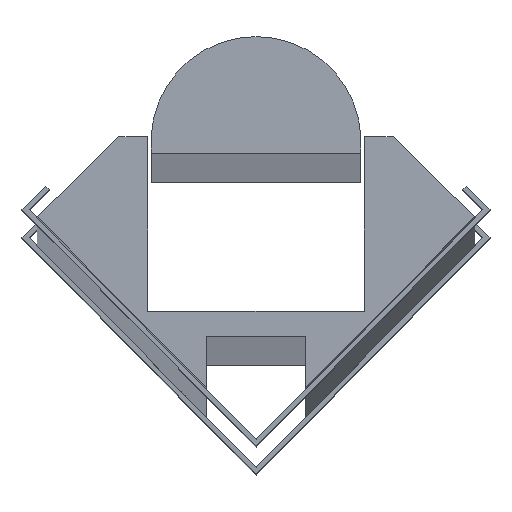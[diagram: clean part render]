
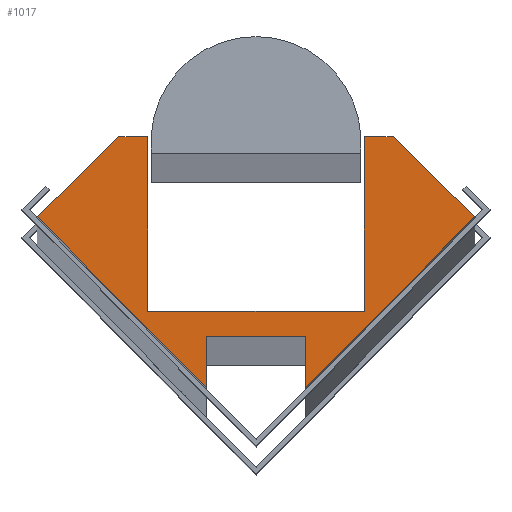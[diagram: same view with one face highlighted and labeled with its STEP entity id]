
A CAD part, top view. The second image highlights one B-rep face of the part: STEP entity #1017.
In plain terms, the highlighted planar face has unit normal (0, 0, 1).
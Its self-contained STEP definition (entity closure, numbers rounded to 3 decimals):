
#52=PLANE('',#1092);
#102=FACE_OUTER_BOUND('',#154,.T.);
#154=EDGE_LOOP('',(#858,#859,#860,#861,#862,#863,#864,#865,#866,#867,#868,
#869));
#228=LINE('',#1504,#362);
#232=LINE('',#1511,#366);
#235=LINE('',#1517,#369);
#238=LINE('',#1523,#372);
#241=LINE('',#1529,#375);
#243=LINE('',#1534,#377);
#246=LINE('',#1540,#380);
#249=LINE('',#1546,#383);
#252=LINE('',#1552,#386);
#255=LINE('',#1558,#389);
#258=LINE('',#1564,#392);
#261=LINE('',#1568,#395);
#362=VECTOR('',#1230,10.);
#366=VECTOR('',#1236,10.);
#369=VECTOR('',#1241,10.);
#372=VECTOR('',#1246,10.);
#375=VECTOR('',#1251,10.);
#377=VECTOR('',#1255,10.);
#380=VECTOR('',#1260,10.);
#383=VECTOR('',#1265,10.);
#386=VECTOR('',#1270,10.);
#389=VECTOR('',#1275,10.);
#392=VECTOR('',#1280,10.);
#395=VECTOR('',#1285,10.);
#492=VERTEX_POINT('',#1501);
#493=VERTEX_POINT('',#1503);
#495=VERTEX_POINT('',#1509);
#497=VERTEX_POINT('',#1515);
#499=VERTEX_POINT('',#1521);
#501=VERTEX_POINT('',#1527);
#503=VERTEX_POINT('',#1533);
#505=VERTEX_POINT('',#1539);
#507=VERTEX_POINT('',#1545);
#509=VERTEX_POINT('',#1551);
#511=VERTEX_POINT('',#1557);
#513=VERTEX_POINT('',#1563);
#608=EDGE_CURVE('',#492,#493,#228,.T.);
#612=EDGE_CURVE('',#495,#492,#232,.T.);
#615=EDGE_CURVE('',#497,#495,#235,.T.);
#618=EDGE_CURVE('',#499,#497,#238,.T.);
#621=EDGE_CURVE('',#501,#499,#241,.T.);
#623=EDGE_CURVE('',#503,#493,#243,.T.);
#626=EDGE_CURVE('',#505,#503,#246,.T.);
#629=EDGE_CURVE('',#507,#505,#249,.T.);
#632=EDGE_CURVE('',#509,#507,#252,.T.);
#635=EDGE_CURVE('',#511,#509,#255,.T.);
#638=EDGE_CURVE('',#513,#511,#258,.T.);
#641=EDGE_CURVE('',#513,#501,#261,.T.);
#858=ORIENTED_EDGE('',*,*,#641,.F.);
#859=ORIENTED_EDGE('',*,*,#638,.T.);
#860=ORIENTED_EDGE('',*,*,#635,.T.);
#861=ORIENTED_EDGE('',*,*,#632,.T.);
#862=ORIENTED_EDGE('',*,*,#629,.T.);
#863=ORIENTED_EDGE('',*,*,#626,.T.);
#864=ORIENTED_EDGE('',*,*,#623,.T.);
#865=ORIENTED_EDGE('',*,*,#608,.F.);
#866=ORIENTED_EDGE('',*,*,#612,.F.);
#867=ORIENTED_EDGE('',*,*,#615,.F.);
#868=ORIENTED_EDGE('',*,*,#618,.F.);
#869=ORIENTED_EDGE('',*,*,#621,.F.);
#1017=ADVANCED_FACE('',(#102),#52,.T.);
#1092=AXIS2_PLACEMENT_3D('',#1569,#1286,#1287);
#1230=DIRECTION('',(0.,1.,0.));
#1236=DIRECTION('',(-0.702,-0.712,0.));
#1241=DIRECTION('',(0.712,-0.702,0.));
#1246=DIRECTION('',(1.,0.,0.));
#1251=DIRECTION('',(0.,1.,0.));
#1255=DIRECTION('',(1.,0.,0.));
#1260=DIRECTION('',(0.,1.,0.));
#1265=DIRECTION('',(0.702,-0.712,0.));
#1270=DIRECTION('',(-0.712,-0.702,0.));
#1275=DIRECTION('',(-1.,0.,0.));
#1280=DIRECTION('',(0.,1.,0.));
#1285=DIRECTION('',(1.,0.,0.));
#1286=DIRECTION('center_axis',(0.,0.,1.));
#1287=DIRECTION('ref_axis',(1.,0.,0.));
#1501=CARTESIAN_POINT('',(3.,-3.08,1000.));
#1503=CARTESIAN_POINT('',(3.,0.,1000.));
#1504=CARTESIAN_POINT('',(3.,-3.08,1000.));
#1509=CARTESIAN_POINT('',(13.125,7.179,1000.));
#1511=CARTESIAN_POINT('',(13.125,7.179,1000.));
#1515=CARTESIAN_POINT('',(8.24,12.,1000.));
#1517=CARTESIAN_POINT('',(8.24,12.,1000.));
#1521=CARTESIAN_POINT('',(6.5,12.,1000.));
#1523=CARTESIAN_POINT('',(6.5,12.,1000.));
#1527=CARTESIAN_POINT('',(6.5,1.5,1000.));
#1529=CARTESIAN_POINT('',(6.5,1.5,1000.));
#1533=CARTESIAN_POINT('',(-3.,0.,1000.));
#1534=CARTESIAN_POINT('',(-3.,0.,1000.));
#1539=CARTESIAN_POINT('',(-3.,-3.08,1000.));
#1540=CARTESIAN_POINT('',(-3.,-3.08,1000.));
#1545=CARTESIAN_POINT('',(-13.125,7.179,1000.));
#1546=CARTESIAN_POINT('',(-13.125,7.179,1000.));
#1551=CARTESIAN_POINT('',(-8.24,12.,1000.));
#1552=CARTESIAN_POINT('',(-8.24,12.,1000.));
#1557=CARTESIAN_POINT('',(-6.5,12.,1000.));
#1558=CARTESIAN_POINT('',(-6.5,12.,1000.));
#1563=CARTESIAN_POINT('',(-6.5,1.5,1000.));
#1564=CARTESIAN_POINT('',(-6.5,1.5,1000.));
#1568=CARTESIAN_POINT('',(0.,1.5,1000.));
#1569=CARTESIAN_POINT('Origin',(-6.563,4.46,1000.));
